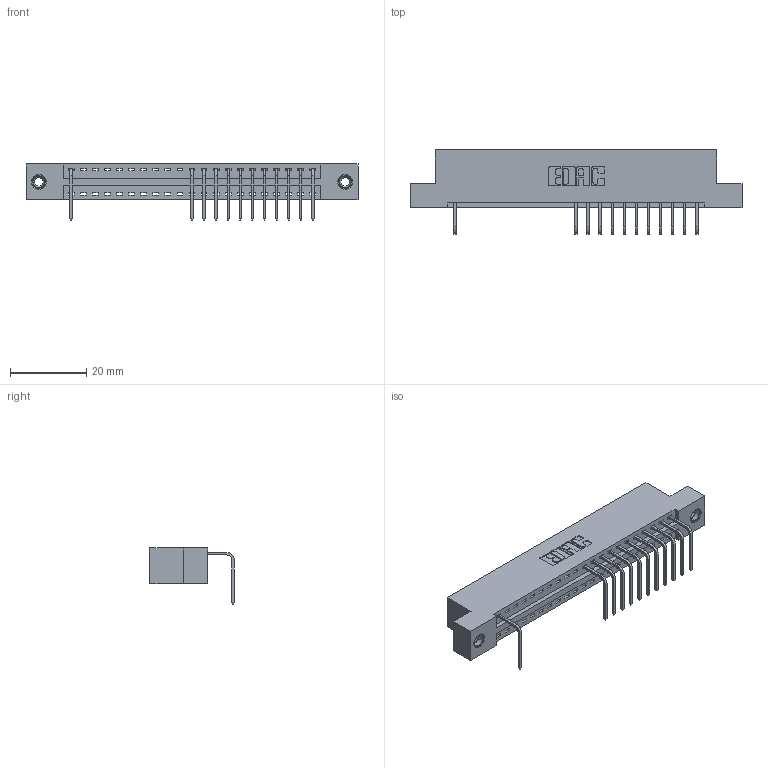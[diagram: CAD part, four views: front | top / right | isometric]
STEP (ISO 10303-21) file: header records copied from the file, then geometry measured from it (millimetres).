
FILE_DESCRIPTION (( 'STEP AP203' ), '1' );
FILE_NAME ('346-021-558-108.STEP', '2018-08-20T23:16:11', ( '' ), ( '' ), 'SwSTEP 2.0', 'SolidWorks 2016', '' );
FILE_SCHEMA (( 'CONFIG_CONTROL_DESIGN' ));
Length unit declared in the file: inch
Products named in the file (4): 345-292-001_558 Tail - 2; 345-250-001_345-250-003-102; 346-021-558-108; 346 Part_Flush Mounting Lugs - 0.156 Dia-TI
Assembly tree (15 placements, depth 2):
  346-021-558-108
    346 Part_Flush Mounting Lugs - 0.156 Dia-TI
    345-292-001_558 Tail - 2  x12
    345-250-001_345-250-003-102  x2
Bounding box: 87.25 x 22.16 x 14.73 mm (x, y, z)
Volume: 8137.5 mm3; surface area: 9650.7 mm2
Topology: 15 solids, 15 shells, 1010 faces, 3027 edges, 1994 vertices
Faces by surface type: plane 702, cylinder 292, cone 12, torus 4
Entity records: 16842 total; most frequent: CARTESIAN_POINT 2917, ORIENTED_EDGE 2874, DIRECTION 2615, EDGE_CURVE 1437, VECTOR 1201, LINE 1201, VERTEX_POINT 952, AXIS2_PLACEMENT_3D 707
